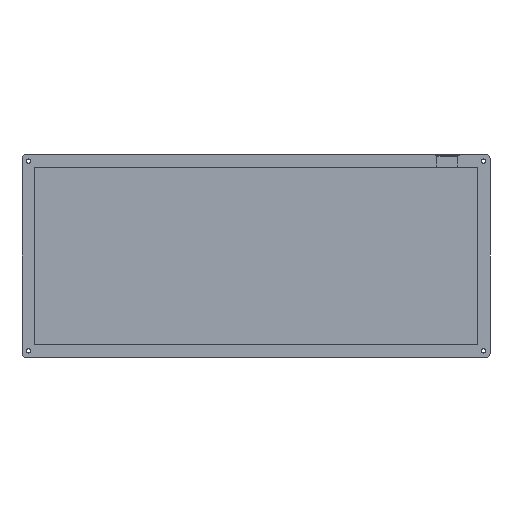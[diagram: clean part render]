
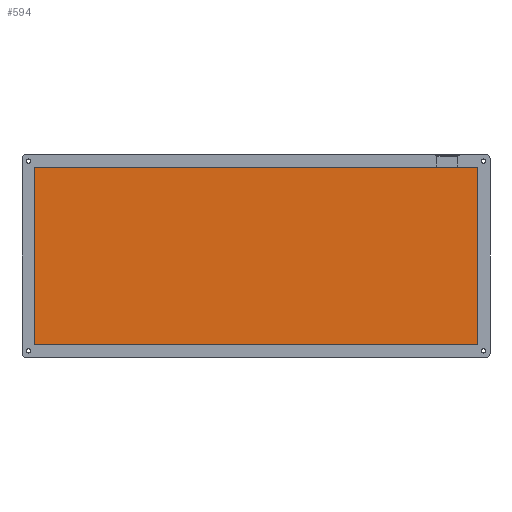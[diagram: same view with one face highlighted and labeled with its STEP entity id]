
A CAD part, front view. The second image highlights one B-rep face of the part: STEP entity #594.
In plain terms, the highlighted planar face has unit normal (0, -1, 0).
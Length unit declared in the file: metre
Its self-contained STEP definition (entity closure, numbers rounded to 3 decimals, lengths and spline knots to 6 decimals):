
#143=ORIENTED_EDGE('',*,*,#261,.F.);
#144=ORIENTED_EDGE('',*,*,#256,.T.);
#145=ORIENTED_EDGE('',*,*,#266,.T.);
#146=ORIENTED_EDGE('',*,*,#264,.F.);
#256=EDGE_CURVE('',#330,#331,#371,.T.);
#261=EDGE_CURVE('',#330,#334,#376,.T.);
#264=EDGE_CURVE('',#334,#335,#379,.T.);
#266=EDGE_CURVE('',#331,#335,#381,.T.);
#330=VERTEX_POINT('',#970);
#331=VERTEX_POINT('',#971);
#334=VERTEX_POINT('',#980);
#335=VERTEX_POINT('',#985);
#371=LINE('',#969,#421);
#376=LINE('',#979,#426);
#379=LINE('',#984,#429);
#381=LINE('',#988,#431);
#421=VECTOR('',#779,1.);
#426=VECTOR('',#786,1.);
#429=VECTOR('',#791,1.);
#431=VECTOR('',#795,1.);
#475=EDGE_LOOP('',(#143,#144,#145,#146));
#531=FACE_BOUND('',#475,.T.);
#568=PLANE('',#666);
#594=ADVANCED_FACE('',(#531),#568,.T.);
#666=AXIS2_PLACEMENT_3D('',#1000,#811,#812);
#779=DIRECTION('',(0.,0.,-1.));
#786=DIRECTION('',(1.,0.,0.));
#791=DIRECTION('',(0.,0.,-1.));
#795=DIRECTION('',(1.,0.,0.));
#811=DIRECTION('',(0.,-1.,0.));
#812=DIRECTION('',(1.,0.,0.));
#969=CARTESIAN_POINT('',(-0.135699,-0.003,-0.000546));
#970=CARTESIAN_POINT('',(-0.135699,-0.003,0.067341));
#971=CARTESIAN_POINT('',(-0.135699,-0.003,-0.068434));
#979=CARTESIAN_POINT('',(0.033501,-0.003,0.067341));
#980=CARTESIAN_POINT('',(0.202701,-0.003,0.067341));
#984=CARTESIAN_POINT('',(0.202701,-0.003,-0.000546));
#985=CARTESIAN_POINT('',(0.202701,-0.003,-0.068434));
#988=CARTESIAN_POINT('',(0.033501,-0.003,-0.068434));
#1000=CARTESIAN_POINT('',(0.033501,-0.003,-0.000546));
